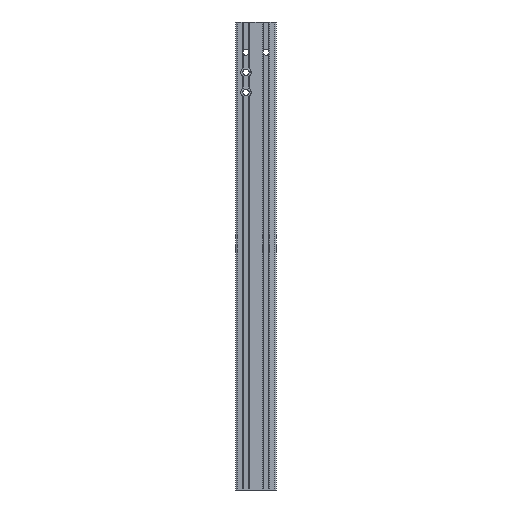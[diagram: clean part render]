
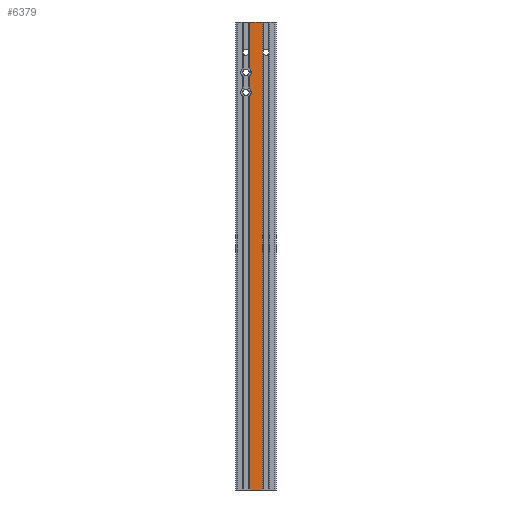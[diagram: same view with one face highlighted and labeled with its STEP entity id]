
A CAD part, front view. The second image highlights one B-rep face of the part: STEP entity #6379.
In plain terms, the highlighted planar face has unit normal (0, -1, 0).
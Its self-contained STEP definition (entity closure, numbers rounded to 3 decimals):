
#219 = ORIENTED_EDGE ( 'NONE', *, *, #7371, .T. ) ;
#231 = LINE ( 'NONE', #425, #6591 ) ;
#248 = CARTESIAN_POINT ( 'NONE',  ( -10., -10., 162.5 ) ) ;
#425 = CARTESIAN_POINT ( 'NONE',  ( -6.1, -10., 232.5 ) ) ;
#461 = VERTEX_POINT ( 'NONE', #8241 ) ;
#478 = ORIENTED_EDGE ( 'NONE', *, *, #2862, .T. ) ;
#515 = EDGE_CURVE ( 'NONE', #7727, #7687, #9021, .T. ) ;
#521 = LINE ( 'NONE', #7141, #8240 ) ;
#551 = VECTOR ( 'NONE', #5302, 1000. ) ;
#866 = CARTESIAN_POINT ( 'NONE',  ( -6.1, -10., -232.5 ) ) ;
#871 = VECTOR ( 'NONE', #4058, 1000. ) ;
#913 = LINE ( 'NONE', #3123, #551 ) ;
#1062 = LINE ( 'NONE', #6234, #9056 ) ;
#1079 = CARTESIAN_POINT ( 'NONE',  ( -6.4, -10., 232.5 ) ) ;
#1127 = VERTEX_POINT ( 'NONE', #866 ) ;
#1288 = CARTESIAN_POINT ( 'NONE',  ( 6.1, -10., -232.5 ) ) ;
#1464 = CARTESIAN_POINT ( 'NONE',  ( -6.1, -10., 186.015 ) ) ;
#1542 = CARTESIAN_POINT ( 'NONE',  ( -6.1, -10., 178.985 ) ) ;
#1654 = VERTEX_POINT ( 'NONE', #5822 ) ;
#1671 = ORIENTED_EDGE ( 'NONE', *, *, #6425, .F. ) ;
#1763 = FACE_OUTER_BOUND ( 'NONE', #9393, .T. ) ;
#1770 = ORIENTED_EDGE ( 'NONE', *, *, #2921, .T. ) ;
#1893 = LINE ( 'NONE', #7160, #2491 ) ;
#2491 = VECTOR ( 'NONE', #3442, 1000. ) ;
#2618 = ORIENTED_EDGE ( 'NONE', *, *, #515, .F. ) ;
#2665 = LINE ( 'NONE', #6393, #871 ) ;
#2862 = EDGE_CURVE ( 'NONE', #1127, #6222, #1062, .T. ) ;
#2921 = EDGE_CURVE ( 'NONE', #461, #6567, #231, .T. ) ;
#3123 = CARTESIAN_POINT ( 'NONE',  ( -6.1, -10., 232.5 ) ) ;
#3442 = DIRECTION ( 'NONE',  ( 0., 0., -1. ) ) ;
#4058 = DIRECTION ( 'NONE',  ( 1., 0., 0. ) ) ;
#4560 = EDGE_CURVE ( 'NONE', #7727, #1127, #1893, .T. ) ;
#4592 = DIRECTION ( 'NONE',  ( 0., 1., 0. ) ) ;
#4619 = DIRECTION ( 'NONE',  ( 0., 0., -1. ) ) ;
#4743 = DIRECTION ( 'NONE',  ( 1., 0., 0. ) ) ;
#4843 = AXIS2_PLACEMENT_3D ( 'NONE', #8228, #6732, #4619 ) ;
#5022 = ORIENTED_EDGE ( 'NONE', *, *, #4560, .T. ) ;
#5194 = CARTESIAN_POINT ( 'NONE',  ( -6.1, -10., 166.015 ) ) ;
#5291 = VERTEX_POINT ( 'NONE', #1542 ) ;
#5299 = AXIS2_PLACEMENT_3D ( 'NONE', #1079, #4592, #5980 ) ;
#5302 = DIRECTION ( 'NONE',  ( 0., 0., -1. ) ) ;
#5822 = CARTESIAN_POINT ( 'NONE',  ( 6.1, -10., 232.5 ) ) ;
#5930 = DIRECTION ( 'NONE',  ( 0., 0., 1. ) ) ;
#5980 = DIRECTION ( 'NONE',  ( 0., 0., 1. ) ) ;
#6161 = EDGE_CURVE ( 'NONE', #5291, #7687, #913, .T. ) ;
#6167 = DIRECTION ( 'NONE',  ( 0., -1., 0. ) ) ;
#6222 = VERTEX_POINT ( 'NONE', #1288 ) ;
#6234 = CARTESIAN_POINT ( 'NONE',  ( -6.4, -10., -232.5 ) ) ;
#6379 = ADVANCED_FACE ( 'NONE', ( #1763 ), #8290, .F. ) ;
#6393 = CARTESIAN_POINT ( 'NONE',  ( -6.4, -10., 232.5 ) ) ;
#6425 = EDGE_CURVE ( 'NONE', #461, #1654, #2665, .T. ) ;
#6567 = VERTEX_POINT ( 'NONE', #1464 ) ;
#6591 = VECTOR ( 'NONE', #6949, 1000. ) ;
#6697 = ORIENTED_EDGE ( 'NONE', *, *, #6161, .T. ) ;
#6732 = DIRECTION ( 'NONE',  ( 0., -1., 0. ) ) ;
#6783 = EDGE_CURVE ( 'NONE', #5291, #6567, #6836, .T. ) ;
#6836 = CIRCLE ( 'NONE', #4843, 5.25 ) ;
#6949 = DIRECTION ( 'NONE',  ( 0., 0., -1. ) ) ;
#7141 = CARTESIAN_POINT ( 'NONE',  ( 6.1, -10., 232.5 ) ) ;
#7160 = CARTESIAN_POINT ( 'NONE',  ( -6.1, -10., 232.5 ) ) ;
#7371 = EDGE_CURVE ( 'NONE', #6222, #1654, #521, .T. ) ;
#7687 = VERTEX_POINT ( 'NONE', #5194 ) ;
#7727 = VERTEX_POINT ( 'NONE', #8081 ) ;
#7744 = DIRECTION ( 'NONE',  ( 0., 0., -1. ) ) ;
#8081 = CARTESIAN_POINT ( 'NONE',  ( -6.1, -10., 158.985 ) ) ;
#8228 = CARTESIAN_POINT ( 'NONE',  ( -10., -10., 182.5 ) ) ;
#8240 = VECTOR ( 'NONE', #5930, 1000. ) ;
#8241 = CARTESIAN_POINT ( 'NONE',  ( -6.1, -10., 232.5 ) ) ;
#8290 = PLANE ( 'NONE',  #5299 ) ;
#9021 = CIRCLE ( 'NONE', #9162, 5.25 ) ;
#9056 = VECTOR ( 'NONE', #4743, 1000. ) ;
#9162 = AXIS2_PLACEMENT_3D ( 'NONE', #248, #6167, #7744 ) ;
#9177 = ORIENTED_EDGE ( 'NONE', *, *, #6783, .F. ) ;
#9393 = EDGE_LOOP ( 'NONE', ( #9177, #6697, #2618, #5022, #478, #219, #1671, #1770 ) ) ;
